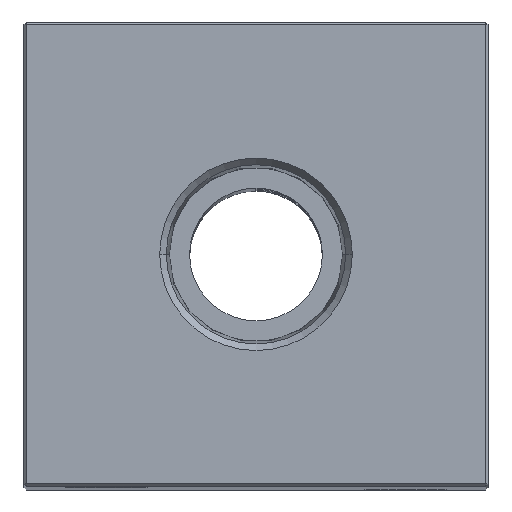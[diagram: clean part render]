
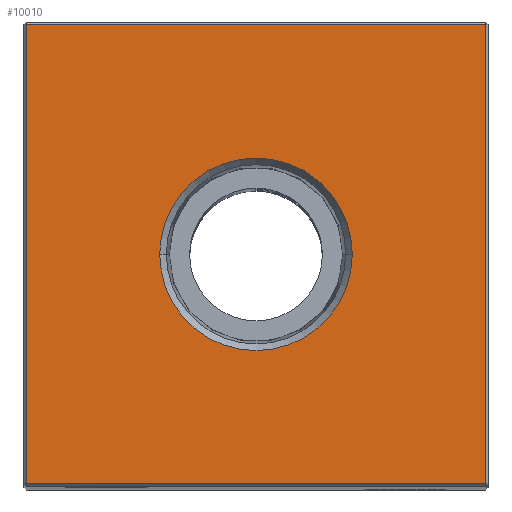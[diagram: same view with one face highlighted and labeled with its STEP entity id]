
A CAD part, top view. The second image highlights one B-rep face of the part: STEP entity #10010.
In plain terms, the highlighted planar face has unit normal (0, 0, 1).
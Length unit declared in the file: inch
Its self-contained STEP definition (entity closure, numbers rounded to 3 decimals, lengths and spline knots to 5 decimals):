
#1037 = DIRECTION ( 'NONE',  ( 1., 0., 0. ) ) ;
#1286 = DIRECTION ( 'NONE',  ( -1., 0., 0. ) ) ;
#1672 = LINE ( 'NONE', #17118, #24462 ) ;
#2806 = CARTESIAN_POINT ( 'NONE',  ( 0.3626, 0., 7.25 ) ) ;
#3747 = DIRECTION ( 'NONE',  ( 1., 0., 0. ) ) ;
#3860 = CIRCLE ( 'NONE', #11721, 0.3626 ) ;
#4064 = VERTEX_POINT ( 'NONE', #14281 ) ;
#4130 = LINE ( 'NONE', #4270, #20779 ) ;
#4270 = CARTESIAN_POINT ( 'NONE',  ( 0., 0.865, 7.25 ) ) ;
#4652 = VECTOR ( 'NONE', #22484, 39.37008 ) ;
#4934 = DIRECTION ( 'NONE',  ( 0., 0., -1. ) ) ;
#5193 = PLANE ( 'NONE',  #19823 ) ;
#5317 = CARTESIAN_POINT ( 'NONE',  ( 0., 0., 7.25 ) ) ;
#5894 = EDGE_CURVE ( 'NONE', #4064, #11551, #1672, .T. ) ;
#6885 = FACE_BOUND ( 'NONE', #17151, .T. ) ;
#8398 = LINE ( 'NONE', #14737, #13691 ) ;
#8441 = ORIENTED_EDGE ( 'NONE', *, *, #14133, .T. ) ;
#9018 = ORIENTED_EDGE ( 'NONE', *, *, #23581, .F. ) ;
#9582 = DIRECTION ( 'NONE',  ( 1., 0., 0. ) ) ;
#10010 = ADVANCED_FACE ( 'NONE', ( #15038, #6885 ), #5193, .F. ) ;
#11279 = CARTESIAN_POINT ( 'NONE',  ( 0., 0., 7.25 ) ) ;
#11551 = VERTEX_POINT ( 'NONE', #15539 ) ;
#11721 = AXIS2_PLACEMENT_3D ( 'NONE', #5317, #13216, #1037 ) ;
#12410 = DIRECTION ( 'NONE',  ( 0., 1., 0. ) ) ;
#12414 = VERTEX_POINT ( 'NONE', #19283 ) ;
#13094 = CARTESIAN_POINT ( 'NONE',  ( 0., 0., 7.25 ) ) ;
#13216 = DIRECTION ( 'NONE',  ( 0., 0., 1. ) ) ;
#13223 = DIRECTION ( 'NONE',  ( 0., 0., 1. ) ) ;
#13246 = ORIENTED_EDGE ( 'NONE', *, *, #19822, .T. ) ;
#13252 = ORIENTED_EDGE ( 'NONE', *, *, #19088, .F. ) ;
#13691 = VECTOR ( 'NONE', #12410, 39.37008 ) ;
#14133 = EDGE_CURVE ( 'NONE', #11551, #19502, #8398, .T. ) ;
#14143 = AXIS2_PLACEMENT_3D ( 'NONE', #11279, #13223, #3747 ) ;
#14281 = CARTESIAN_POINT ( 'NONE',  ( -0.865, -0.865, 7.25 ) ) ;
#14575 = CARTESIAN_POINT ( 'NONE',  ( -0.865, 0., 7.25 ) ) ;
#14737 = CARTESIAN_POINT ( 'NONE',  ( 0.865, 0., 7.25 ) ) ;
#15038 = FACE_OUTER_BOUND ( 'NONE', #18962, .T. ) ;
#15180 = ORIENTED_EDGE ( 'NONE', *, *, #5894, .T. ) ;
#15539 = CARTESIAN_POINT ( 'NONE',  ( 0.865, -0.865, 7.25 ) ) ;
#16632 = VERTEX_POINT ( 'NONE', #19871 ) ;
#16648 = LINE ( 'NONE', #14575, #4652 ) ;
#17118 = CARTESIAN_POINT ( 'NONE',  ( 0., -0.865, 7.25 ) ) ;
#17131 = EDGE_CURVE ( 'NONE', #19502, #12414, #4130, .T. ) ;
#17151 = EDGE_LOOP ( 'NONE', ( #9018, #13252 ) ) ;
#17983 = CARTESIAN_POINT ( 'NONE',  ( 0.865, 0.865, 7.25 ) ) ;
#18962 = EDGE_LOOP ( 'NONE', ( #13246, #15180, #8441, #22096 ) ) ;
#19088 = EDGE_CURVE ( 'NONE', #16632, #21129, #22004, .T. ) ;
#19283 = CARTESIAN_POINT ( 'NONE',  ( -0.865, 0.865, 7.25 ) ) ;
#19502 = VERTEX_POINT ( 'NONE', #17983 ) ;
#19822 = EDGE_CURVE ( 'NONE', #12414, #4064, #16648, .T. ) ;
#19823 = AXIS2_PLACEMENT_3D ( 'NONE', #13094, #4934, #1286 ) ;
#19871 = CARTESIAN_POINT ( 'NONE',  ( -0.3626, 0., 7.25 ) ) ;
#20196 = DIRECTION ( 'NONE',  ( -1., 0., 0. ) ) ;
#20779 = VECTOR ( 'NONE', #20196, 39.37008 ) ;
#21129 = VERTEX_POINT ( 'NONE', #2806 ) ;
#22004 = CIRCLE ( 'NONE', #14143, 0.3626 ) ;
#22096 = ORIENTED_EDGE ( 'NONE', *, *, #17131, .T. ) ;
#22484 = DIRECTION ( 'NONE',  ( 0., -1., 0. ) ) ;
#23581 = EDGE_CURVE ( 'NONE', #21129, #16632, #3860, .T. ) ;
#24462 = VECTOR ( 'NONE', #9582, 39.37008 ) ;
